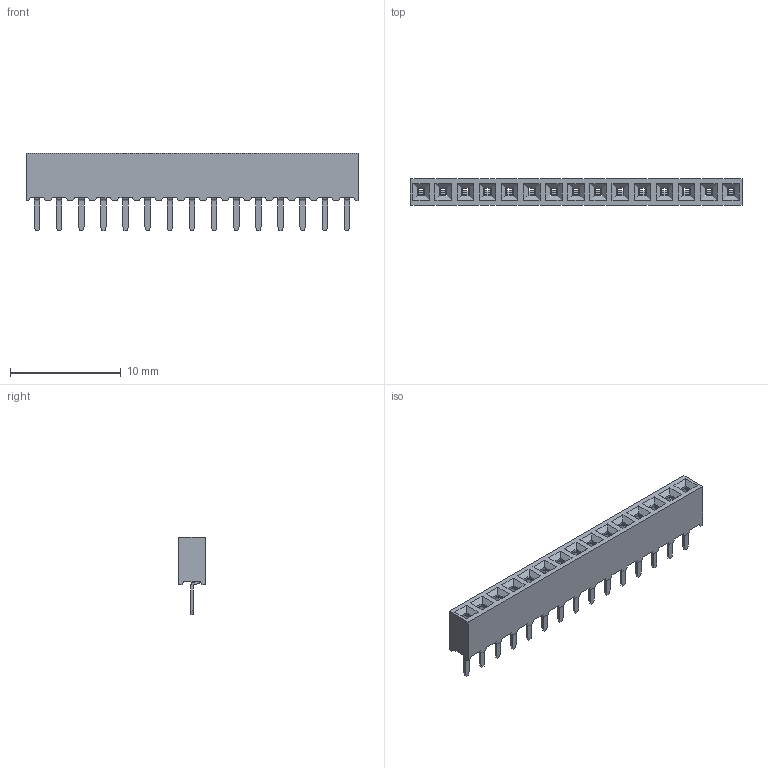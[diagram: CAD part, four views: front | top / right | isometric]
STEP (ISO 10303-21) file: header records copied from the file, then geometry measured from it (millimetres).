
FILE_DESCRIPTION(('STEP AP214'), '1');
FILE_NAME('PBS2', '', ('UNSPECIFIED'), ('UNSPECIFIED'), 'ASCON STEP Converter 1.6', 'ASCON Math Kernel', '');
FILE_SCHEMA(('AUTOMOTIVE_DESIGN { 1 0 10303 214 3 1 1}'));
Length unit declared in the file: millimetre
Bounding box: 30 x 2.4 x 7 mm (x, y, z)
Volume: 200.5 mm3; surface area: 1153.3 mm2
Topology: 16 solids, 16 shells, 1255 faces, 3189 edges, 1966 vertices
Faces by surface type: plane 1030, cylinder 225
Entity records: 47283 total; most frequent: CARTESIAN_POINT 6531, ORIENTED_EDGE 6378, DIRECTION 6151, EDGE_CURVE 3189, LINE 2739, VECTOR 2739, VERTEX_POINT 2086, AXIS2_PLACEMENT_3D 1706
